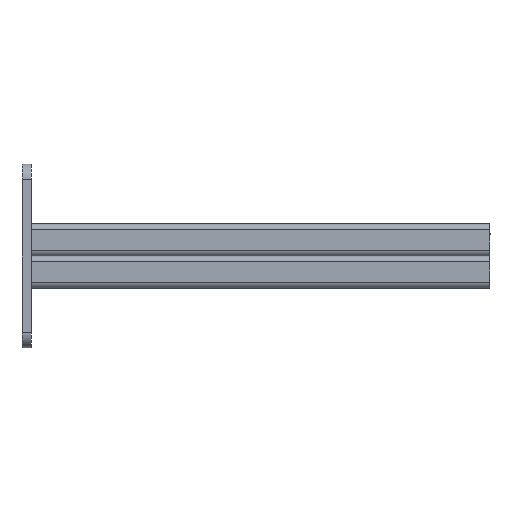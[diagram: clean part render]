
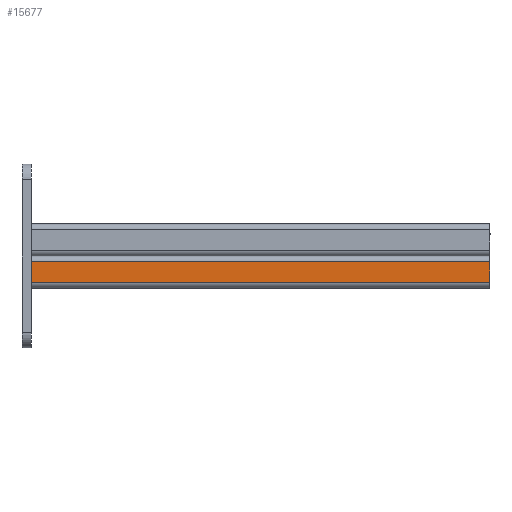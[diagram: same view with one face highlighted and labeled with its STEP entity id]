
A CAD part, front view. The second image highlights one B-rep face of the part: STEP entity #15677.
In plain terms, the highlighted face is planar.
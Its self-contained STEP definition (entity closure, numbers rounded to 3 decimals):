
#490 = VERTEX_POINT ( 'NONE', #4529 ) ;
#740 = CARTESIAN_POINT ( 'NONE',  ( -20.5, 17.25, -300. ) ) ;
#1155 = LINE ( 'NONE', #8525, #10980 ) ;
#1587 = CARTESIAN_POINT ( 'NONE',  ( -20.5, 0., 0. ) ) ;
#1624 = ORIENTED_EDGE ( 'NONE', *, *, #17895, .F. ) ;
#1648 = DIRECTION ( 'NONE',  ( 0., 1., 0. ) ) ;
#1998 = DIRECTION ( 'NONE',  ( 0., 0., -1. ) ) ;
#2141 = EDGE_CURVE ( 'NONE', #4457, #10443, #11062, .T. ) ;
#2164 = LINE ( 'NONE', #5728, #17223 ) ;
#4087 = VECTOR ( 'NONE', #1648, 1000. ) ;
#4457 = VERTEX_POINT ( 'NONE', #7681 ) ;
#4529 = CARTESIAN_POINT ( 'NONE',  ( -20.5, 17.25, 0. ) ) ;
#4838 = ORIENTED_EDGE ( 'NONE', *, *, #2141, .T. ) ;
#5728 = CARTESIAN_POINT ( 'NONE',  ( -20.5, 17.25, -150. ) ) ;
#6278 = DIRECTION ( 'NONE',  ( 1., 0., 0. ) ) ;
#7371 = ORIENTED_EDGE ( 'NONE', *, *, #8880, .F. ) ;
#7681 = CARTESIAN_POINT ( 'NONE',  ( -20.5, 3.75, -300. ) ) ;
#7871 = PLANE ( 'NONE',  #11324 ) ;
#8525 = CARTESIAN_POINT ( 'NONE',  ( -20.5, 0., -300. ) ) ;
#8880 = EDGE_CURVE ( 'NONE', #4457, #14565, #1155, .T. ) ;
#9336 = CARTESIAN_POINT ( 'NONE',  ( -20.5, 0., -150. ) ) ;
#9560 = CARTESIAN_POINT ( 'NONE',  ( -20.5, 3.75, 0. ) ) ;
#10262 = ORIENTED_EDGE ( 'NONE', *, *, #10272, .T. ) ;
#10272 = EDGE_CURVE ( 'NONE', #10443, #490, #10701, .T. ) ;
#10443 = VERTEX_POINT ( 'NONE', #9560 ) ;
#10701 = LINE ( 'NONE', #1587, #4087 ) ;
#10980 = VECTOR ( 'NONE', #12659, 1000. ) ;
#11062 = LINE ( 'NONE', #17069, #11973 ) ;
#11324 = AXIS2_PLACEMENT_3D ( 'NONE', #9336, #6278, #1998 ) ;
#11678 = FACE_OUTER_BOUND ( 'NONE', #16001, .T. ) ;
#11973 = VECTOR ( 'NONE', #16879, 1000. ) ;
#12659 = DIRECTION ( 'NONE',  ( 0., 1., 0. ) ) ;
#14565 = VERTEX_POINT ( 'NONE', #740 ) ;
#15677 = ADVANCED_FACE ( 'NONE', ( #11678 ), #7871, .F. ) ;
#16001 = EDGE_LOOP ( 'NONE', ( #10262, #1624, #7371, #4838 ) ) ;
#16879 = DIRECTION ( 'NONE',  ( 0., 0., 1. ) ) ;
#17069 = CARTESIAN_POINT ( 'NONE',  ( -20.5, 3.75, -150. ) ) ;
#17223 = VECTOR ( 'NONE', #18924, 1000. ) ;
#17895 = EDGE_CURVE ( 'NONE', #14565, #490, #2164, .T. ) ;
#18924 = DIRECTION ( 'NONE',  ( 0., 0., 1. ) ) ;
